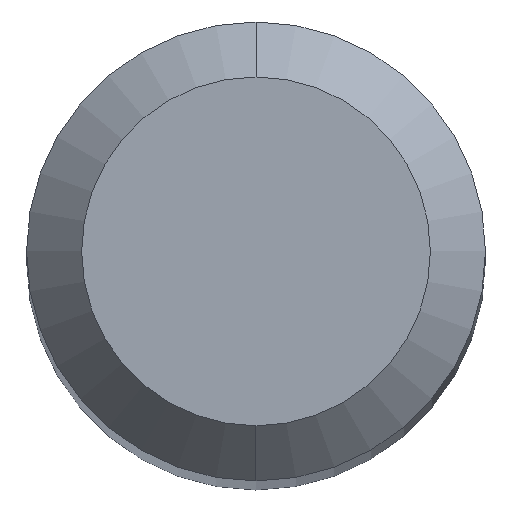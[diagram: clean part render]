
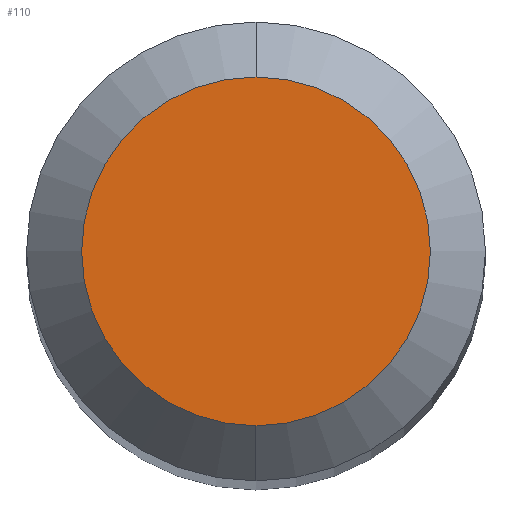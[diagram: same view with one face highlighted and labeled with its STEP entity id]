
A CAD part, top view. The second image highlights one B-rep face of the part: STEP entity #110.
In plain terms, the highlighted planar face has unit normal (0, 0, 1).
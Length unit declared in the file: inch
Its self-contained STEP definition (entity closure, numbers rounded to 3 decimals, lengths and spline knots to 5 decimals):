
#1 = VERTEX_POINT ( 'NONE', #249 ) ;
#4 = AXIS2_PLACEMENT_3D ( 'NONE', #186, #29, #275 ) ;
#29 = DIRECTION ( 'NONE',  ( 0., 0., -1. ) ) ;
#60 = CARTESIAN_POINT ( 'NONE',  ( 0., 0., 0. ) ) ;
#62 = CIRCLE ( 'NONE', #356, 0.0475 ) ;
#76 = EDGE_CURVE ( 'NONE', #1, #127, #62, .T. ) ;
#110 = ADVANCED_FACE ( 'NONE', ( #229 ), #384, .F. ) ;
#125 = CARTESIAN_POINT ( 'NONE',  ( 0., 0.0475, 0. ) ) ;
#127 = VERTEX_POINT ( 'NONE', #125 ) ;
#138 = DIRECTION ( 'NONE',  ( 0., 0., 1. ) ) ;
#171 = ORIENTED_EDGE ( 'NONE', *, *, #311, .T. ) ;
#186 = CARTESIAN_POINT ( 'NONE',  ( 0., 0.0475, 0. ) ) ;
#206 = DIRECTION ( 'NONE',  ( 0., -1., 0. ) ) ;
#207 = ORIENTED_EDGE ( 'NONE', *, *, #76, .T. ) ;
#229 = FACE_OUTER_BOUND ( 'NONE', #331, .T. ) ;
#249 = CARTESIAN_POINT ( 'NONE',  ( 0., -0.0475, 0. ) ) ;
#275 = DIRECTION ( 'NONE',  ( 0., 1., 0. ) ) ;
#311 = EDGE_CURVE ( 'NONE', #127, #1, #368, .T. ) ;
#331 = EDGE_LOOP ( 'NONE', ( #171, #207 ) ) ;
#356 = AXIS2_PLACEMENT_3D ( 'NONE', #60, #138, #468 ) ;
#368 = CIRCLE ( 'NONE', #410, 0.0475 ) ;
#384 = PLANE ( 'NONE',  #4 ) ;
#410 = AXIS2_PLACEMENT_3D ( 'NONE', #501, #455, #206 ) ;
#455 = DIRECTION ( 'NONE',  ( 0., 0., 1. ) ) ;
#468 = DIRECTION ( 'NONE',  ( 0., -1., 0. ) ) ;
#501 = CARTESIAN_POINT ( 'NONE',  ( 0., 0., 0. ) ) ;
